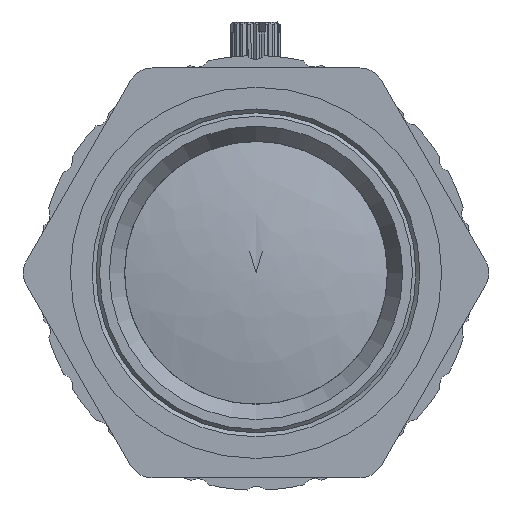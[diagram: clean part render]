
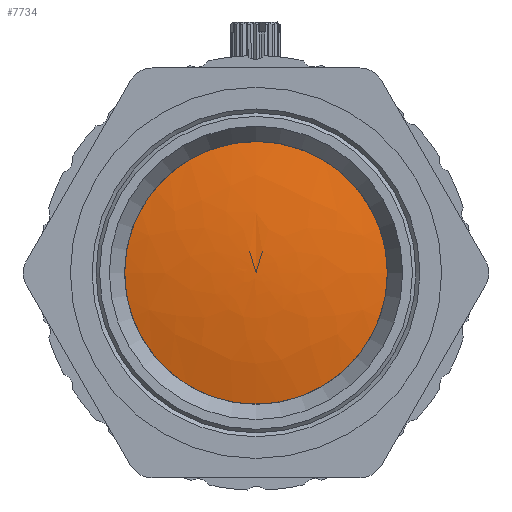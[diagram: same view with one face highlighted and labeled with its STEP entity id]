
A CAD part, left-side view. The second image highlights one B-rep face of the part: STEP entity #7734.
In plain terms, the highlighted free-form (B-spline) face has degree [3, 3] with [4, 7] control points.
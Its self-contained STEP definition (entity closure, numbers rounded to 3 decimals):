
#113 = CARTESIAN_POINT ( 'NONE',  ( -33.682, -22.399, 10.9 ) ) ;
#184 = CARTESIAN_POINT ( 'NONE',  ( -34.548, -15.253, -7.327 ) ) ;
#255 = CARTESIAN_POINT ( 'NONE',  ( -34.983, -7.952, 3.676 ) ) ;
#1176 = CARTESIAN_POINT ( 'NONE',  ( -34.983, -0.599, 0. ) ) ;
#1392 = FACE_OUTER_BOUND ( 'NONE', #13089, .T. ) ;
#1652 = CARTESIAN_POINT ( 'NONE',  ( -33.682, -0.599, 0. ) ) ;
#2169 = CARTESIAN_POINT ( 'NONE',  ( -34.983, -7.952, -3.676 ) ) ;
#2311 = CARTESIAN_POINT ( 'NONE',  ( -34.548, -15.253, 7.327 ) ) ;
#2645 = DIRECTION ( 'NONE',  ( 1., 0., 0. ) ) ;
#4370 = CARTESIAN_POINT ( 'NONE',  ( -34.983, -0.599, 3.676 ) ) ;
#4518 = CARTESIAN_POINT ( 'NONE',  ( -34.548, -0.599, 7.327 ) ) ;
#4591 = CARTESIAN_POINT ( 'NONE',  ( -34.548, 14.055, -7.327 ) ) ;
#5154 = ORIENTED_EDGE ( 'NONE', *, *, #9400, .F. ) ;
#5498 = CARTESIAN_POINT ( 'NONE',  ( -34.983, -0.599, 0. ) ) ;
#5638 = CIRCLE ( 'NONE', #10173, 10.9 ) ;
#6495 = CARTESIAN_POINT ( 'NONE',  ( -33.682, 21.201, 10.9 ) ) ;
#6563 = CARTESIAN_POINT ( 'NONE',  ( -34.983, -0.599, 0. ) ) ;
#6783 = CARTESIAN_POINT ( 'NONE',  ( -34.983, -0.599, 0. ) ) ;
#7705 = CARTESIAN_POINT ( 'NONE',  ( -34.548, -0.599, -7.327 ) ) ;
#7734 = ADVANCED_FACE ( 'NONE', ( #1392 ), #12725, .T. ) ;
#7786 = CARTESIAN_POINT ( 'NONE',  ( -34.983, -0.599, 3.676 ) ) ;
#7891 = DIRECTION ( 'NONE',  ( 0., 0., -1. ) ) ;
#8849 = CARTESIAN_POINT ( 'NONE',  ( -33.682, -0.599, -10.9 ) ) ;
#9002 = CARTESIAN_POINT ( 'NONE',  ( -34.983, -0.599, 0. ) ) ;
#9218 = CARTESIAN_POINT ( 'NONE',  ( -33.682, -0.599, -10.9 ) ) ;
#9400 = EDGE_CURVE ( 'NONE', #13797, #13797, #5638, .T. ) ;
#9762 = CARTESIAN_POINT ( 'NONE',  ( -34.983, 6.754, -3.676 ) ) ;
#9836 = CARTESIAN_POINT ( 'NONE',  ( -33.682, 21.201, -10.9 ) ) ;
#9907 = CARTESIAN_POINT ( 'NONE',  ( -34.983, -0.599, -3.676 ) ) ;
#10173 = AXIS2_PLACEMENT_3D ( 'NONE', #1652, #2645, #7891 ) ;
#10878 = CARTESIAN_POINT ( 'NONE',  ( -34.983, -0.599, 0. ) ) ;
#11096 = CARTESIAN_POINT ( 'NONE',  ( -33.682, -0.599, 10.9 ) ) ;
#11878 = CARTESIAN_POINT ( 'NONE',  ( -34.548, 14.055, 7.327 ) ) ;
#12095 = CARTESIAN_POINT ( 'NONE',  ( -34.983, 6.754, 3.676 ) ) ;
#12166 = CARTESIAN_POINT ( 'NONE',  ( -34.983, -0.599, 0. ) ) ;
#12725 =( BOUNDED_SURFACE ( )  B_SPLINE_SURFACE ( 3, 3, ( 
 ( #5498, #6563, #12166, #6783, #9002, #10878, #1176 ),
 ( #7786, #12095, #9762, #9907, #2169, #255, #4370 ),
 ( #13306, #11878, #4591, #7705, #184, #2311, #4518 ),
 ( #13158, #6495, #9836, #8849, #13237, #113, #11096 ) ),
 .UNSPECIFIED., .F., .T., .T. ) 
 B_SPLINE_SURFACE_WITH_KNOTS ( ( 4, 4 ),
 ( 4, 3, 4 ),
 ( 0., 1. ),
 ( 0., 0.5, 1. ),
 .UNSPECIFIED. ) 
 GEOMETRIC_REPRESENTATION_ITEM ( )  RATIONAL_B_SPLINE_SURFACE ( (
 ( 1., 0.333, 0.333, 1., 0.333, 0.333, 1.),
 ( 0.995, 0.332, 0.332, 0.995, 0.332, 0.332, 0.995),
 ( 0.995, 0.332, 0.332, 0.995, 0.332, 0.332, 0.995),
 ( 1., 0.333, 0.333, 1., 0.333, 0.333, 1.) ) ) 
 REPRESENTATION_ITEM ( '' )  SURFACE ( )  );
#13089 = EDGE_LOOP ( 'NONE', ( #5154 ) ) ;
#13158 = CARTESIAN_POINT ( 'NONE',  ( -33.682, -0.599, 10.9 ) ) ;
#13237 = CARTESIAN_POINT ( 'NONE',  ( -33.682, -22.399, -10.9 ) ) ;
#13306 = CARTESIAN_POINT ( 'NONE',  ( -34.548, -0.599, 7.327 ) ) ;
#13797 = VERTEX_POINT ( 'NONE', #9218 ) ;
